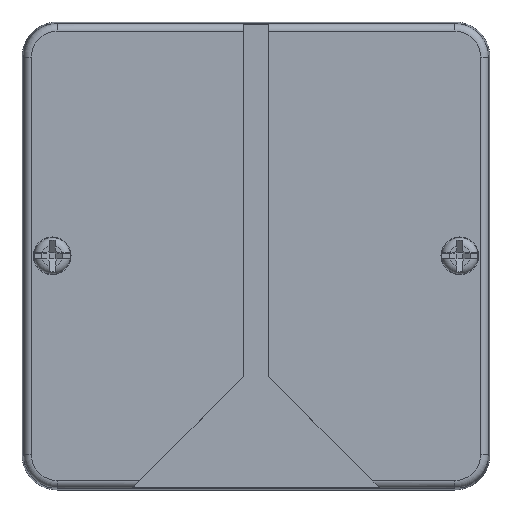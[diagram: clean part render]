
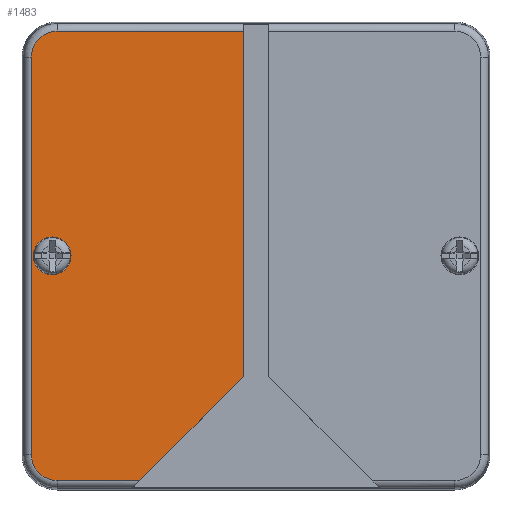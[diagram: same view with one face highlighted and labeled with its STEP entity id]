
A CAD part, top view. The second image highlights one B-rep face of the part: STEP entity #1483.
In plain terms, the highlighted planar face has unit normal (0, 0, 1).
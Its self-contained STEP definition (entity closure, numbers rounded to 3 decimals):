
#1483 = ADVANCED_FACE( '', ( #3101, #3102 ), #3103, .T. );
#3101 = FACE_OUTER_BOUND( '', #4825, .T. );
#3102 = FACE_BOUND( '', #4826, .T. );
#3103 = PLANE( '', #4827 );
#4825 = EDGE_LOOP( '', ( #8841, #8842, #8843, #8844, #8845, #8846, #8847 ) );
#4826 = EDGE_LOOP( '', ( #8848 ) );
#4827 = AXIS2_PLACEMENT_3D( '', #8849, #8850, #8851 );
#8841 = ORIENTED_EDGE( '', *, *, #10558, .F. );
#8842 = ORIENTED_EDGE( '', *, *, #10938, .F. );
#8843 = ORIENTED_EDGE( '', *, *, #10987, .T. );
#8844 = ORIENTED_EDGE( '', *, *, #10631, .F. );
#8845 = ORIENTED_EDGE( '', *, *, #9732, .T. );
#8846 = ORIENTED_EDGE( '', *, *, #10732, .F. );
#8847 = ORIENTED_EDGE( '', *, *, #10955, .F. );
#8848 = ORIENTED_EDGE( '', *, *, #9735, .T. );
#8849 = CARTESIAN_POINT( '', ( -51.5, 39.5, 16.3 ) );
#8850 = DIRECTION( '', ( 0., 0., 1. ) );
#8851 = DIRECTION( '', ( 1., 0., 0. ) );
#9732 = EDGE_CURVE( '', #11665, #11663, #11666, .T. );
#9735 = EDGE_CURVE( '', #11669, #11669, #11670, .F. );
#10558 = EDGE_CURVE( '', #12962, #12964, #12965, .T. );
#10631 = EDGE_CURVE( '', #11665, #13057, #13058, .T. );
#10732 = EDGE_CURVE( '', #13187, #11663, #13188, .T. );
#10938 = EDGE_CURVE( '', #13422, #12962, #13424, .T. );
#10955 = EDGE_CURVE( '', #12964, #13187, #13442, .T. );
#10987 = EDGE_CURVE( '', #13422, #13057, #13475, .T. );
#11663 = VERTEX_POINT( '', #14516 );
#11665 = VERTEX_POINT( '', #14518 );
#11666 = LINE( '', #14519, #14520 );
#11669 = VERTEX_POINT( '', #14523 );
#11670 = CIRCLE( '', #14524, 3.75 );
#12962 = VERTEX_POINT( '', #16339 );
#12964 = VERTEX_POINT( '', #16342 );
#12965 = LINE( '', #16343, #16344 );
#13057 = VERTEX_POINT( '', #16459 );
#13058 = CIRCLE( '', #16460, 5.138 );
#13187 = VERTEX_POINT( '', #16649 );
#13188 = CIRCLE( '', #16650, 5.138 );
#13422 = VERTEX_POINT( '', #16992 );
#13424 = LINE( '', #16994, #16995 );
#13442 = LINE( '', #17020, #17021 );
#13475 = LINE( '', #17061, #17062 );
#14516 = CARTESIAN_POINT( '', ( -44.638, -39.5, 16.3 ) );
#14518 = CARTESIAN_POINT( '', ( -44.638, 39.5, 16.3 ) );
#14519 = CARTESIAN_POINT( '', ( -44.638, 50., 16.3 ) );
#14520 = VECTOR( '', #17594, 1000. );
#14523 = CARTESIAN_POINT( '', ( -36.75, 0., 16.3 ) );
#14524 = AXIS2_PLACEMENT_3D( '', #17598, #17599, #17600 );
#16339 = CARTESIAN_POINT( '', ( -2.5, -24., 16.3 ) );
#16342 = CARTESIAN_POINT( '', ( -23.138, -44.638, 16.3 ) );
#16343 = CARTESIAN_POINT( '', ( -2., -23.5, 16.3 ) );
#16344 = VECTOR( '', #18649, 1000. );
#16459 = CARTESIAN_POINT( '', ( -39.5, 44.638, 16.3 ) );
#16460 = AXIS2_PLACEMENT_3D( '', #18742, #18743, #18744 );
#16649 = CARTESIAN_POINT( '', ( -39.5, -44.638, 16.3 ) );
#16650 = AXIS2_PLACEMENT_3D( '', #18835, #18836, #18837 );
#16992 = CARTESIAN_POINT( '', ( -2.5, 44.638, 16.3 ) );
#16994 = CARTESIAN_POINT( '', ( -2.5, 50., 16.3 ) );
#16995 = VECTOR( '', #19004, 1000. );
#17020 = CARTESIAN_POINT( '', ( 50., -44.638, 16.3 ) );
#17021 = VECTOR( '', #19018, 1000. );
#17061 = CARTESIAN_POINT( '', ( 50., 44.638, 16.3 ) );
#17062 = VECTOR( '', #19041, 1000. );
#17594 = DIRECTION( '', ( 0., -1., 0. ) );
#17598 = CARTESIAN_POINT( '', ( -40.5, 0., 16.3 ) );
#17599 = DIRECTION( '', ( 0., 0., 1. ) );
#17600 = DIRECTION( '', ( 1., 0., 0. ) );
#18649 = DIRECTION( '', ( -0.707, -0.707, 0. ) );
#18742 = CARTESIAN_POINT( '', ( -39.5, 39.5, 16.3 ) );
#18743 = DIRECTION( '', ( 0., 0., -1. ) );
#18744 = DIRECTION( '', ( -1., 0., 0. ) );
#18835 = CARTESIAN_POINT( '', ( -39.5, -39.5, 16.3 ) );
#18836 = DIRECTION( '', ( 0., 0., -1. ) );
#18837 = DIRECTION( '', ( -1., 0., 0. ) );
#19004 = DIRECTION( '', ( 0., -1., 0. ) );
#19018 = DIRECTION( '', ( -1., 0., 0. ) );
#19041 = DIRECTION( '', ( -1., 0., 0. ) );
